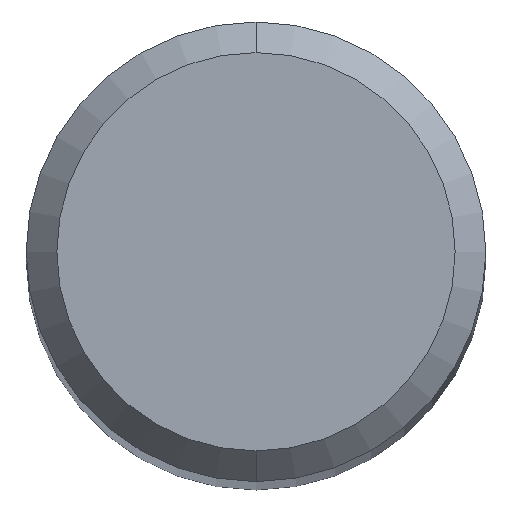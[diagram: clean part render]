
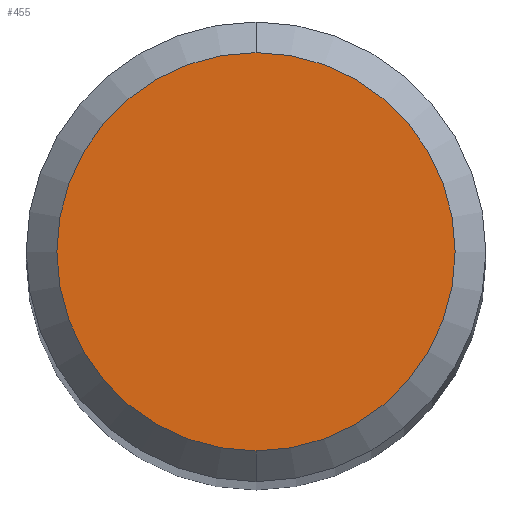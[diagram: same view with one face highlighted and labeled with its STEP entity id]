
A CAD part, top view. The second image highlights one B-rep face of the part: STEP entity #455.
In plain terms, the highlighted planar face has unit normal (0, 0, 1).
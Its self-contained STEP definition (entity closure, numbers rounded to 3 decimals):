
#271=VERTEX_POINT('',#598);
#411=VERTEX_POINT('',#755);
#419=EDGE_CURVE('',#271,#411,#764,.T.);
#455=ADVANCED_FACE('',(#804),#805,.T.);
#471=EDGE_CURVE('',#411,#271,#823,.T.);
#598=CARTESIAN_POINT('',(0.0,2.6,0.0));
#755=CARTESIAN_POINT('',(0.,-2.6,0.0));
#764=CIRCLE('',#1352,2.6);
#804=FACE_OUTER_BOUND('',#1447,.T.);
#805=PLANE('',#1448);
#823=CIRCLE('',#1471,2.6);
#1352=AXIS2_PLACEMENT_3D('',#1786,#1787,#1788);
#1447=EDGE_LOOP('',(#1836,#1837));
#1448=AXIS2_PLACEMENT_3D('',#1838,#1839,#1840);
#1471=AXIS2_PLACEMENT_3D('',#1859,#1860,#1861);
#1786=CARTESIAN_POINT('',(0.0,0.0,0.0));
#1787=DIRECTION('',(0.0,0.0,-1.0));
#1788=DIRECTION('',(0.0,1.0,0.0));
#1836=ORIENTED_EDGE('',*,*,#419,.F.);
#1837=ORIENTED_EDGE('',*,*,#471,.F.);
#1838=CARTESIAN_POINT('',(0.0,1.3,0.0));
#1839=DIRECTION('',(-0.0,0.0,1.0));
#1840=DIRECTION('',(0.0,-1.0,0.0));
#1859=CARTESIAN_POINT('',(0.0,0.0,0.0));
#1860=DIRECTION('',(0.0,0.0,-1.0));
#1861=DIRECTION('',(0.0,1.0,0.0));
